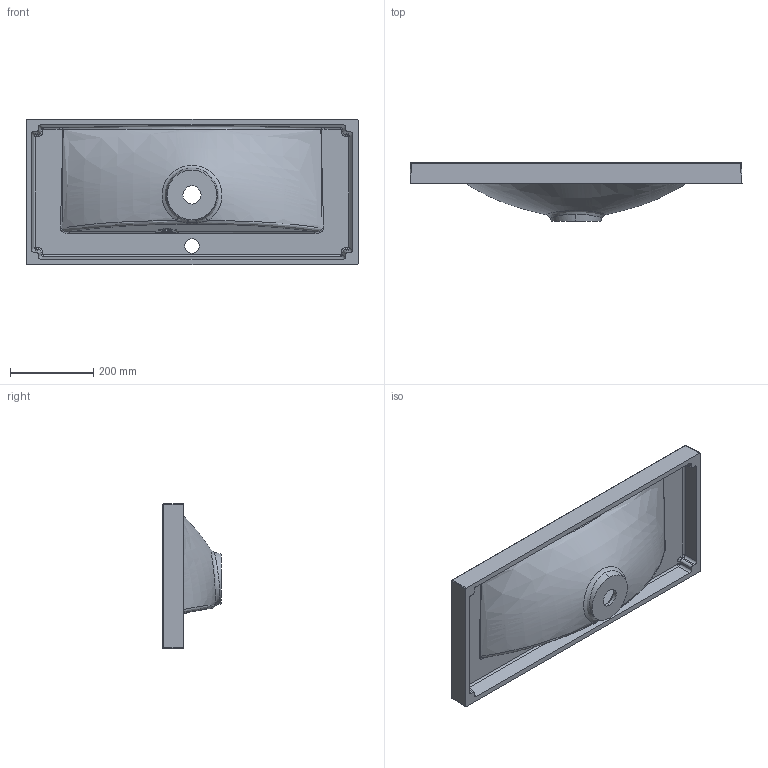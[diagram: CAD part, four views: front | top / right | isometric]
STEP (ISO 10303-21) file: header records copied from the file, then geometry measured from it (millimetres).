
FILE_DESCRIPTION (( 'STEP AP203' ), '1' );
FILE_NAME ('6229200811.step', '2020-12-18T12:33:45', ( 'admin' ), ( '' ), 'SwSTEP 2.0', 'SolidWorks 2019', '' );
FILE_SCHEMA (( 'CONFIG_CONTROL_DESIGN' ));
Length unit declared in the file: millimetre
Products named in the file (1): 6229200811
Bounding box: 800 x 141 x 350 mm (x, y, z)
Volume: 5823197.2 mm3; surface area: 847368.9 mm2
Topology: 1 solids, 1 shells, 124 faces, 303 edges, 177 vertices
Faces by surface type: bspline 47, cylinder 46, plane 23, sphere 4, cone 2, torus 2
Entity records: 24443 total; most frequent: CARTESIAN_POINT 21897, ORIENTED_EDGE 594, DIRECTION 419, EDGE_CURVE 297, VERTEX_POINT 177, AXIS2_PLACEMENT_3D 158, EDGE_LOOP 132, ADVANCED_FACE 124
